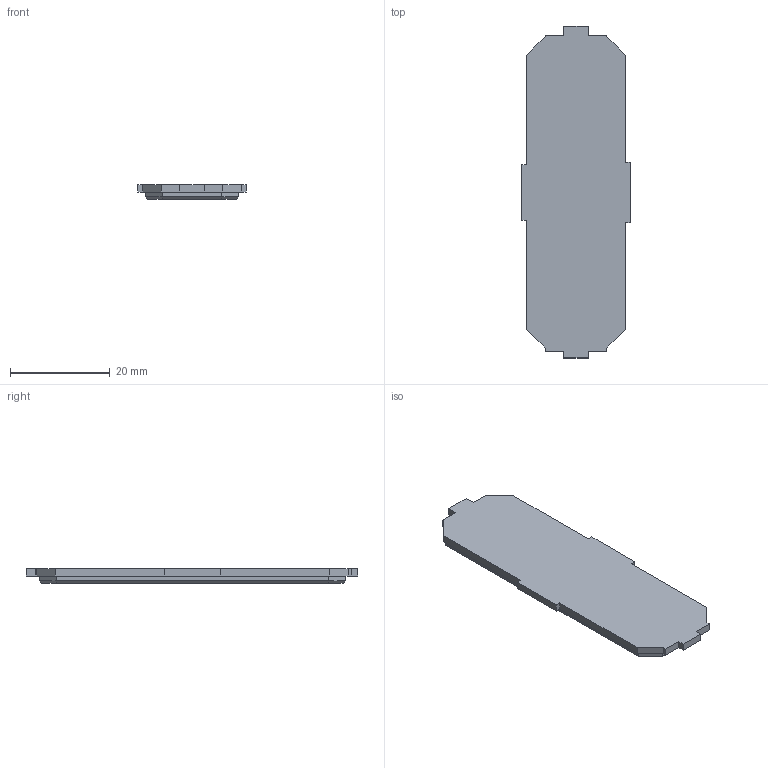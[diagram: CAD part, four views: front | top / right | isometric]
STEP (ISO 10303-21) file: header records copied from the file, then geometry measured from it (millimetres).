
FILE_DESCRIPTION (( 'STEP AP214' ), '1' );
FILE_NAME ('Clear Viewport.STEP', '2024-12-25T20:50:27', ( '' ), ( '' ), 'SwSTEP 2.0', 'SolidWorks 2024', '' );
FILE_SCHEMA (( 'AUTOMOTIVE_DESIGN' ));
Length unit declared in the file: millimetre
Products named in the file (1): Clear Viewport
Bounding box: 21.81 x 66.71 x 3 mm (x, y, z)
Volume: 3576.3 mm3; surface area: 2961.1 mm2
Topology: 1 solids, 1 shells, 47 faces, 124 edges, 80 vertices
Faces by surface type: plane 47
Entity records: 1437 total; most frequent: CARTESIAN_POINT 252, ORIENTED_EDGE 248, DIRECTION 220, VECTOR 124, EDGE_CURVE 124, LINE 124, VERTEX_POINT 80, AXIS2_PLACEMENT_3D 48
